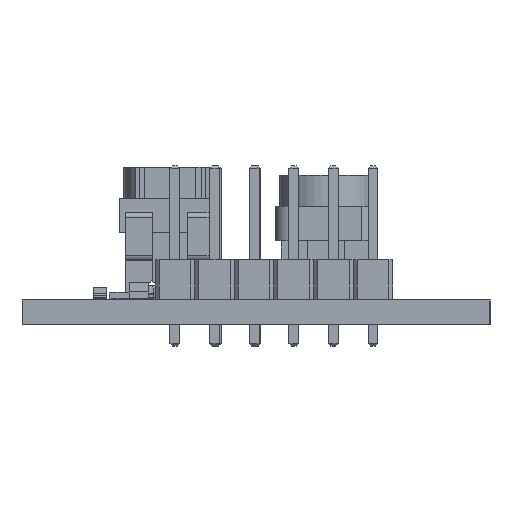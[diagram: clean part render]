
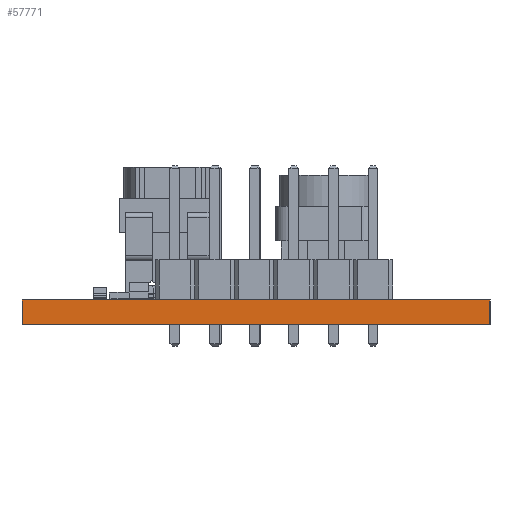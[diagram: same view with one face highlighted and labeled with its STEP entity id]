
A CAD part, left-side view. The second image highlights one B-rep face of the part: STEP entity #57771.
In plain terms, the highlighted planar face has unit normal (-1, 0, 0).
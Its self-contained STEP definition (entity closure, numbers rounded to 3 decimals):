
#57590 = PLANE('',#57591);
#57591 = AXIS2_PLACEMENT_3D('',#57592,#57593,#57594);
#57592 = CARTESIAN_POINT('',(95.,-105.,0.));
#57593 = DIRECTION('',(0.,-1.,0.));
#57594 = DIRECTION('',(-1.,0.,0.));
#57615 = VERTEX_POINT('',#57616);
#57616 = CARTESIAN_POINT('',(45.,-105.,1.6));
#57630 = PLANE('',#57631);
#57631 = AXIS2_PLACEMENT_3D('',#57632,#57633,#57634);
#57632 = CARTESIAN_POINT('',(70.,-90.,1.6));
#57633 = DIRECTION('',(-0.,-0.,-1.));
#57634 = DIRECTION('',(-1.,0.,0.));
#57642 = EDGE_CURVE('',#57643,#57615,#57645,.T.);
#57643 = VERTEX_POINT('',#57644);
#57644 = CARTESIAN_POINT('',(45.,-105.,0.));
#57645 = SURFACE_CURVE('',#57646,(#57650,#57657),.PCURVE_S1.);
#57646 = LINE('',#57647,#57648);
#57647 = CARTESIAN_POINT('',(45.,-105.,0.));
#57648 = VECTOR('',#57649,1.);
#57649 = DIRECTION('',(0.,0.,1.));
#57650 = PCURVE('',#57590,#57651);
#57651 = DEFINITIONAL_REPRESENTATION('',(#57652),#57656);
#57652 = LINE('',#57653,#57654);
#57653 = CARTESIAN_POINT('',(50.,0.));
#57654 = VECTOR('',#57655,1.);
#57655 = DIRECTION('',(0.,-1.));
#57656 = ( GEOMETRIC_REPRESENTATION_CONTEXT(2) 
PARAMETRIC_REPRESENTATION_CONTEXT() REPRESENTATION_CONTEXT('2D SPACE',''
  ) );
#57657 = PCURVE('',#57658,#57663);
#57658 = PLANE('',#57659);
#57659 = AXIS2_PLACEMENT_3D('',#57660,#57661,#57662);
#57660 = CARTESIAN_POINT('',(45.,-105.,0.));
#57661 = DIRECTION('',(-1.,0.,0.));
#57662 = DIRECTION('',(0.,1.,0.));
#57663 = DEFINITIONAL_REPRESENTATION('',(#57664),#57668);
#57664 = LINE('',#57665,#57666);
#57665 = CARTESIAN_POINT('',(0.,0.));
#57666 = VECTOR('',#57667,1.);
#57667 = DIRECTION('',(0.,-1.));
#57668 = ( GEOMETRIC_REPRESENTATION_CONTEXT(2) 
PARAMETRIC_REPRESENTATION_CONTEXT() REPRESENTATION_CONTEXT('2D SPACE',''
  ) );
#57684 = PLANE('',#57685);
#57685 = AXIS2_PLACEMENT_3D('',#57686,#57687,#57688);
#57686 = CARTESIAN_POINT('',(70.,-90.,0.));
#57687 = DIRECTION('',(-0.,-0.,-1.));
#57688 = DIRECTION('',(-1.,0.,0.));
#57717 = PLANE('',#57718);
#57718 = AXIS2_PLACEMENT_3D('',#57719,#57720,#57721);
#57719 = CARTESIAN_POINT('',(45.,-75.,0.));
#57720 = DIRECTION('',(0.,1.,0.));
#57721 = DIRECTION('',(1.,0.,0.));
#57771 = ADVANCED_FACE('',(#57772),#57658,.T.);
#57772 = FACE_BOUND('',#57773,.T.);
#57773 = EDGE_LOOP('',(#57774,#57775,#57798,#57821));
#57774 = ORIENTED_EDGE('',*,*,#57642,.T.);
#57775 = ORIENTED_EDGE('',*,*,#57776,.T.);
#57776 = EDGE_CURVE('',#57615,#57777,#57779,.T.);
#57777 = VERTEX_POINT('',#57778);
#57778 = CARTESIAN_POINT('',(45.,-75.,1.6));
#57779 = SURFACE_CURVE('',#57780,(#57784,#57791),.PCURVE_S1.);
#57780 = LINE('',#57781,#57782);
#57781 = CARTESIAN_POINT('',(45.,-105.,1.6));
#57782 = VECTOR('',#57783,1.);
#57783 = DIRECTION('',(0.,1.,0.));
#57784 = PCURVE('',#57658,#57785);
#57785 = DEFINITIONAL_REPRESENTATION('',(#57786),#57790);
#57786 = LINE('',#57787,#57788);
#57787 = CARTESIAN_POINT('',(0.,-1.6));
#57788 = VECTOR('',#57789,1.);
#57789 = DIRECTION('',(1.,0.));
#57790 = ( GEOMETRIC_REPRESENTATION_CONTEXT(2) 
PARAMETRIC_REPRESENTATION_CONTEXT() REPRESENTATION_CONTEXT('2D SPACE',''
  ) );
#57791 = PCURVE('',#57630,#57792);
#57792 = DEFINITIONAL_REPRESENTATION('',(#57793),#57797);
#57793 = LINE('',#57794,#57795);
#57794 = CARTESIAN_POINT('',(25.,-15.));
#57795 = VECTOR('',#57796,1.);
#57796 = DIRECTION('',(0.,1.));
#57797 = ( GEOMETRIC_REPRESENTATION_CONTEXT(2) 
PARAMETRIC_REPRESENTATION_CONTEXT() REPRESENTATION_CONTEXT('2D SPACE',''
  ) );
#57798 = ORIENTED_EDGE('',*,*,#57799,.F.);
#57799 = EDGE_CURVE('',#57800,#57777,#57802,.T.);
#57800 = VERTEX_POINT('',#57801);
#57801 = CARTESIAN_POINT('',(45.,-75.,0.));
#57802 = SURFACE_CURVE('',#57803,(#57807,#57814),.PCURVE_S1.);
#57803 = LINE('',#57804,#57805);
#57804 = CARTESIAN_POINT('',(45.,-75.,0.));
#57805 = VECTOR('',#57806,1.);
#57806 = DIRECTION('',(0.,0.,1.));
#57807 = PCURVE('',#57658,#57808);
#57808 = DEFINITIONAL_REPRESENTATION('',(#57809),#57813);
#57809 = LINE('',#57810,#57811);
#57810 = CARTESIAN_POINT('',(30.,0.));
#57811 = VECTOR('',#57812,1.);
#57812 = DIRECTION('',(0.,-1.));
#57813 = ( GEOMETRIC_REPRESENTATION_CONTEXT(2) 
PARAMETRIC_REPRESENTATION_CONTEXT() REPRESENTATION_CONTEXT('2D SPACE',''
  ) );
#57814 = PCURVE('',#57717,#57815);
#57815 = DEFINITIONAL_REPRESENTATION('',(#57816),#57820);
#57816 = LINE('',#57817,#57818);
#57817 = CARTESIAN_POINT('',(0.,0.));
#57818 = VECTOR('',#57819,1.);
#57819 = DIRECTION('',(0.,-1.));
#57820 = ( GEOMETRIC_REPRESENTATION_CONTEXT(2) 
PARAMETRIC_REPRESENTATION_CONTEXT() REPRESENTATION_CONTEXT('2D SPACE',''
  ) );
#57821 = ORIENTED_EDGE('',*,*,#57822,.F.);
#57822 = EDGE_CURVE('',#57643,#57800,#57823,.T.);
#57823 = SURFACE_CURVE('',#57824,(#57828,#57835),.PCURVE_S1.);
#57824 = LINE('',#57825,#57826);
#57825 = CARTESIAN_POINT('',(45.,-105.,0.));
#57826 = VECTOR('',#57827,1.);
#57827 = DIRECTION('',(0.,1.,0.));
#57828 = PCURVE('',#57658,#57829);
#57829 = DEFINITIONAL_REPRESENTATION('',(#57830),#57834);
#57830 = LINE('',#57831,#57832);
#57831 = CARTESIAN_POINT('',(0.,0.));
#57832 = VECTOR('',#57833,1.);
#57833 = DIRECTION('',(1.,0.));
#57834 = ( GEOMETRIC_REPRESENTATION_CONTEXT(2) 
PARAMETRIC_REPRESENTATION_CONTEXT() REPRESENTATION_CONTEXT('2D SPACE',''
  ) );
#57835 = PCURVE('',#57684,#57836);
#57836 = DEFINITIONAL_REPRESENTATION('',(#57837),#57841);
#57837 = LINE('',#57838,#57839);
#57838 = CARTESIAN_POINT('',(25.,-15.));
#57839 = VECTOR('',#57840,1.);
#57840 = DIRECTION('',(0.,1.));
#57841 = ( GEOMETRIC_REPRESENTATION_CONTEXT(2) 
PARAMETRIC_REPRESENTATION_CONTEXT() REPRESENTATION_CONTEXT('2D SPACE',''
  ) );
